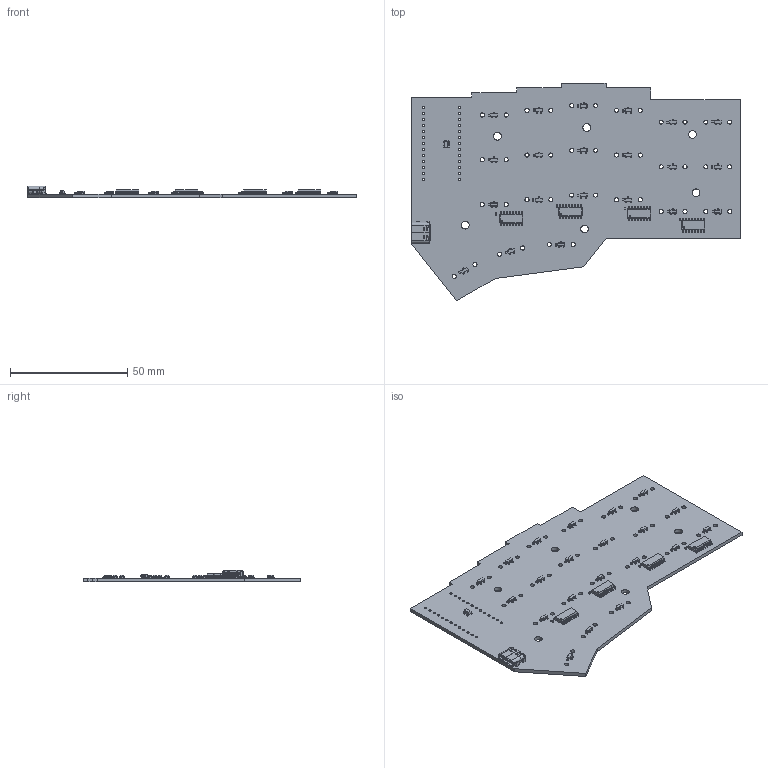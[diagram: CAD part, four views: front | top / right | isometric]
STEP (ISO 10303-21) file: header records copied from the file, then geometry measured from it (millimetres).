
FILE_DESCRIPTION(('KiCad electronic assembly'),'2;1');
FILE_NAME('Keyboard.step','2024-06-13T22:27:45',('Pcbnew'),('Kicad'), 'Open CASCADE STEP processor 7.7','KiCad to STEP converter','Unknown' );
FILE_SCHEMA(('AUTOMOTIVE_DESIGN { 1 0 10303 214 1 1 1 1 }'));
Length unit declared in the file: millimetre
Products named in the file (12): Keyboard 1; SOT-23; SOT_23; C_0402_1005Metric; USB_C_Receptacle_GCT_USB4105-xx-A_16P_TopMnt_Horizontal; USB_C_Receptacle_16P_TopMnt_Horizontal_GCT_USB4105-xx-A; SOIC-16_3.9x9.9mm_P1.27mm; SOIC_16_39x99mm_P127mm; SOT-23-5; SOT_23_5; Keyboard_PCB
Assembly tree (58 placements, depth 3):
  Keyboard 1
    SOT-23  x21
      SOT_23
    C_0402_1005Metric  x25
      C_0402_1005Metric
    USB_C_Receptacle_GCT_USB4105-xx-A_16P_TopMnt_Horizontal
      USB_C_Receptacle_16P_TopMnt_Horizontal_GCT_USB4105-xx-A
    SOIC-16_3.9x9.9mm_P1.27mm  x4
      SOIC_16_39x99mm_P127mm
    SOT-23-5
      SOT_23_5
    Keyboard_PCB
Bounding box: 139.88 x 92.77 x 4.96 mm (x, y, z)
Volume: 16071.5 mm3; surface area: 22457.7 mm2
Topology: 88 solids, 88 shells, 4267 faces, 10711 edges, 6664 vertices
Faces by surface type: plane 2447, cylinder 1056, bspline 756, cone 8
Full cylindrical faces by diameter (mm): 0.5 x2, 0.6 x4, 0.65 x2, 1 x26, 1.75 x42, 3.3 x6
Entity records: 46235 total; most frequent: CARTESIAN_POINT 7002, ORIENTED_EDGE 6380, DIRECTION 6174, EDGE_CURVE 3190, LINE 2410, VECTOR 2410, VERTEX_POINT 2018, AXIS2_PLACEMENT_3D 1882
